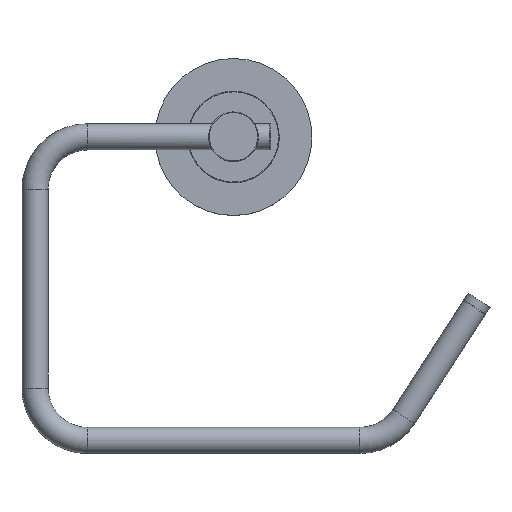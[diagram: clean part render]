
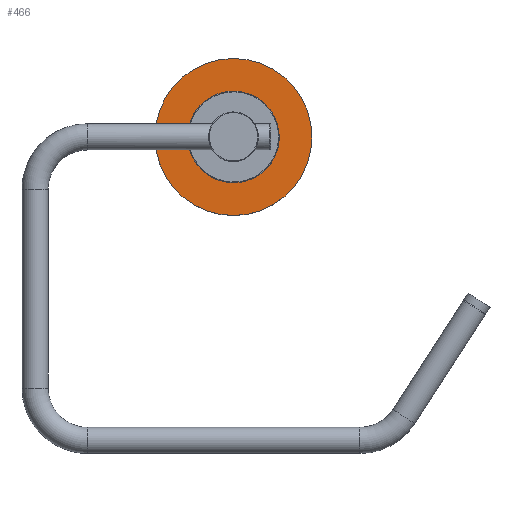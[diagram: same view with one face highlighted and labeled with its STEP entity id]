
A CAD part, top view. The second image highlights one B-rep face of the part: STEP entity #466.
In plain terms, the highlighted planar face has unit normal (0, 0, 1).
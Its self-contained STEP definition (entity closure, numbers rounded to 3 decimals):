
#60=FACE_BOUND('',#133,.T.);
#91=FACE_OUTER_BOUND('',#132,.T.);
#132=EDGE_LOOP('',(#321));
#133=EDGE_LOOP('',(#322));
#203=CIRCLE('',#511,30.);
#204=CIRCLE('',#512,17.25);
#234=VERTEX_POINT('',#717);
#235=VERTEX_POINT('',#719);
#274=EDGE_CURVE('',#234,#234,#203,.T.);
#275=EDGE_CURVE('',#235,#235,#204,.T.);
#321=ORIENTED_EDGE('',*,*,#274,.F.);
#322=ORIENTED_EDGE('',*,*,#275,.F.);
#414=PLANE('',#510);
#466=ADVANCED_FACE('',(#91,#60),#414,.F.);
#510=AXIS2_PLACEMENT_3D('',#716,#582,#583);
#511=AXIS2_PLACEMENT_3D('',#718,#584,#585);
#512=AXIS2_PLACEMENT_3D('',#720,#586,#587);
#582=DIRECTION('center_axis',(0.,0.,
-1.));
#583=DIRECTION('ref_axis',(-1.,-0.001,0.));
#584=DIRECTION('center_axis',(0.,0.,
-1.));
#585=DIRECTION('ref_axis',(-1.,-0.001,0.));
#586=DIRECTION('center_axis',(0.,0.,
1.));
#587=DIRECTION('ref_axis',(-0.292,0.956,0.));
#716=CARTESIAN_POINT('Origin',(0.,0.,
6.36));
#717=CARTESIAN_POINT('',(30.,0.035,6.36));
#718=CARTESIAN_POINT('Origin',(0.,0.,
6.36));
#719=CARTESIAN_POINT('',(5.039,-16.498,6.36));
#720=CARTESIAN_POINT('Origin',(0.,0.,
6.36));
